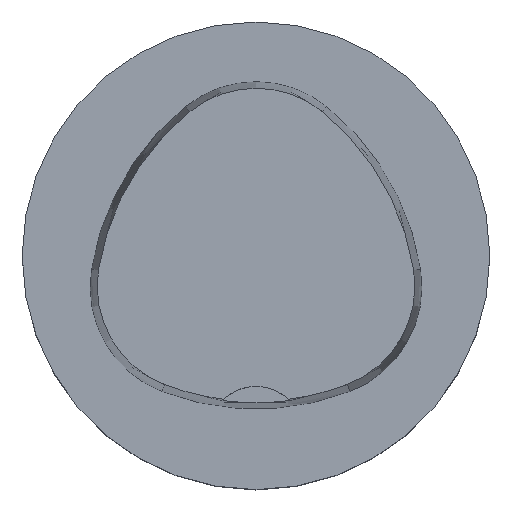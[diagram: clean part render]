
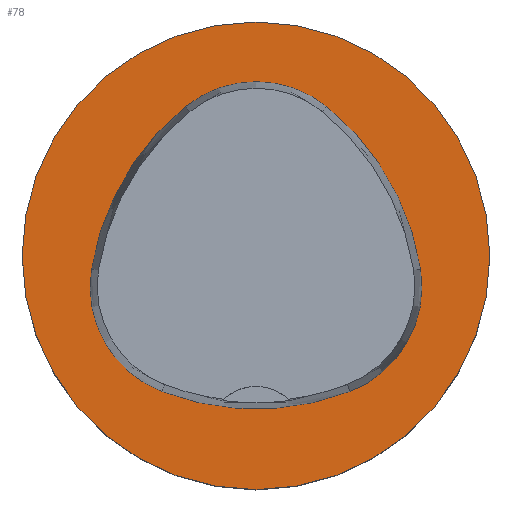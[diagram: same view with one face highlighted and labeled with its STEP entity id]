
A CAD part, top view. The second image highlights one B-rep face of the part: STEP entity #78.
In plain terms, the highlighted planar face has unit normal (0, 0, 1).
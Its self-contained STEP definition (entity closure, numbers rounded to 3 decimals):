
#70=FACE_BOUND('',#113,.T.);
#71=FACE_BOUND('',#114,.T.);
#78=ADVANCED_FACE('',(#70,#71),#89,.F.);
#89=PLANE('',#277);
#113=EDGE_LOOP('',(#135,#136,#137,#138,#139,#140));
#114=EDGE_LOOP('',(#141));
#135=ORIENTED_EDGE('',*,*,#212,.T.);
#136=ORIENTED_EDGE('',*,*,#213,.T.);
#137=ORIENTED_EDGE('',*,*,#214,.T.);
#138=ORIENTED_EDGE('',*,*,#215,.T.);
#139=ORIENTED_EDGE('',*,*,#216,.T.);
#140=ORIENTED_EDGE('',*,*,#217,.T.);
#141=ORIENTED_EDGE('',*,*,#211,.T.);
#189=VERTEX_POINT('',#398);
#190=VERTEX_POINT('',#401);
#191=VERTEX_POINT('',#402);
#192=VERTEX_POINT('',#404);
#193=VERTEX_POINT('',#406);
#194=VERTEX_POINT('',#408);
#195=VERTEX_POINT('',#410);
#211=EDGE_CURVE('',#189,#189,#241,.T.);
#212=EDGE_CURVE('',#190,#191,#242,.T.);
#213=EDGE_CURVE('',#191,#192,#243,.T.);
#214=EDGE_CURVE('',#192,#193,#244,.T.);
#215=EDGE_CURVE('',#193,#194,#245,.T.);
#216=EDGE_CURVE('',#194,#195,#246,.T.);
#217=EDGE_CURVE('',#195,#190,#247,.T.);
#241=CIRCLE('',#269,25.0);
#242=CIRCLE('',#271,28.0);
#243=CIRCLE('',#272,12.0);
#244=CIRCLE('',#273,28.0);
#245=CIRCLE('',#274,12.0);
#246=CIRCLE('',#275,28.0);
#247=CIRCLE('',#276,12.0);
#269=AXIS2_PLACEMENT_3D('',#397,#319,#320);
#271=AXIS2_PLACEMENT_3D('',#400,#323,#324);
#272=AXIS2_PLACEMENT_3D('',#403,#325,#326);
#273=AXIS2_PLACEMENT_3D('',#405,#327,#328);
#274=AXIS2_PLACEMENT_3D('',#407,#329,#330);
#275=AXIS2_PLACEMENT_3D('',#409,#331,#332);
#276=AXIS2_PLACEMENT_3D('',#411,#333,#334);
#277=AXIS2_PLACEMENT_3D('',#412,#335,#336);
#319=DIRECTION('',(0.0,0.0,1.0));
#320=DIRECTION('',(1.0,0.0,0.0));
#323=DIRECTION('',(0.0,0.0,-1.0));
#324=DIRECTION('',(-1.0,0.0,0.0));
#325=DIRECTION('',(0.0,0.0,-1.0));
#326=DIRECTION('',(-1.0,0.0,0.0));
#327=DIRECTION('',(0.0,0.0,-1.0));
#328=DIRECTION('',(-1.0,0.0,0.0));
#329=DIRECTION('',(0.0,0.0,-1.0));
#330=DIRECTION('',(-1.0,0.0,0.0));
#331=DIRECTION('',(0.0,0.0,-1.0));
#332=DIRECTION('',(-1.0,0.0,0.0));
#333=DIRECTION('',(0.0,0.0,-1.0));
#334=DIRECTION('',(-1.0,0.0,0.0));
#335=DIRECTION('',(0.0,0.0,-1.0));
#336=DIRECTION('',(-1.0,0.0,0.0));
#397=CARTESIAN_POINT('',(0.0,0.0,0.0));
#398=CARTESIAN_POINT('',(25.0,0.0,0.0));
#400=CARTESIAN_POINT('',(-0.01,11.631,0.0));
#401=CARTESIAN_POINT('',(10.05,-14.499,0.0));
#402=CARTESIAN_POINT('',(-10.025,-14.516,0.0));
#403=CARTESIAN_POINT('',(-5.733,-3.31,0.0));
#404=CARTESIAN_POINT('',(-17.584,-1.424,0.0));
#405=CARTESIAN_POINT('',(10.068,-5.824,0.0));
#406=CARTESIAN_POINT('',(-7.531,15.953,0.0));
#407=CARTESIAN_POINT('',(0.011,6.62,0.0));
#408=CARTESIAN_POINT('',(7.567,15.942,0.0));
#409=CARTESIAN_POINT('',(-10.063,-5.81,0.0));
#410=CARTESIAN_POINT('',(17.59,-1.418,0.0));
#411=CARTESIAN_POINT('',(5.739,-3.3,0.0));
#412=CARTESIAN_POINT('',(0.0,25.0,0.0));
